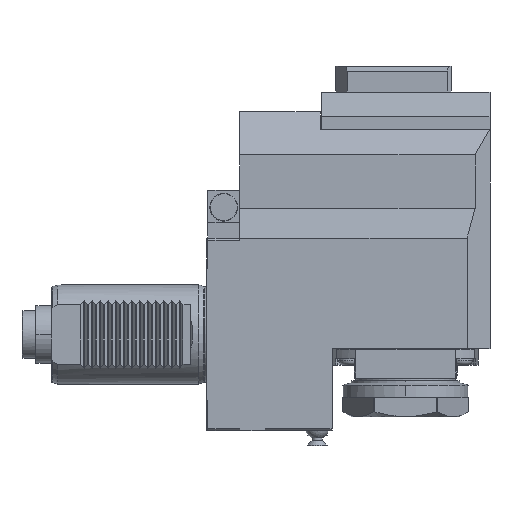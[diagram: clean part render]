
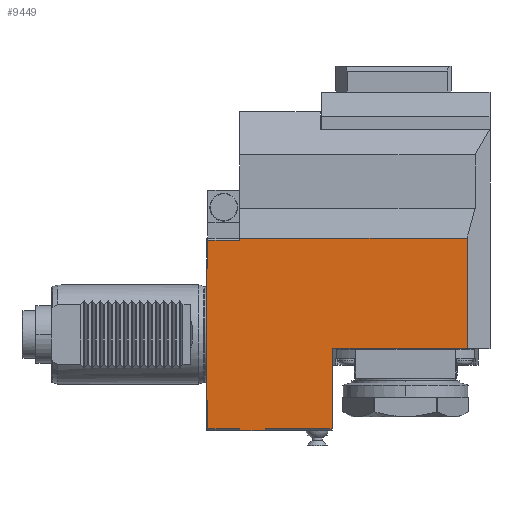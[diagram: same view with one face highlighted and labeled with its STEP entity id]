
A CAD part, front view. The second image highlights one B-rep face of the part: STEP entity #9449.
In plain terms, the highlighted planar face has unit normal (0, -1, 0).
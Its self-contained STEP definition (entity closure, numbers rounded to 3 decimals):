
#1578=DIRECTION('',(1.,0.,0.));
#1579=VECTOR('',#1578,13.);
#1580=CARTESIAN_POINT('',(16.5,-44.,-48.5));
#1581=LINE('',#1580,#1579);
#1630=DIRECTION('',(0.,0.,-1.));
#1631=VECTOR('',#1630,1.);
#1632=CARTESIAN_POINT('',(29.5,-44.,-47.5));
#1633=LINE('',#1632,#1631);
#1634=DIRECTION('',(0.,0.,-1.));
#1635=VECTOR('',#1634,55.7);
#1636=CARTESIAN_POINT('',(131.,-44.,48.5));
#1637=LINE('',#1636,#1635);
#1638=DIRECTION('',(-1.,0.,0.));
#1639=VECTOR('',#1638,68.);
#1640=CARTESIAN_POINT('',(131.,-44.,-7.2));
#1641=LINE('',#1640,#1639);
#1642=DIRECTION('',(0.,0.,1.));
#1643=VECTOR('',#1642,40.3);
#1644=CARTESIAN_POINT('',(63.,-44.,-47.5));
#1645=LINE('',#1644,#1643);
#1646=DIRECTION('',(1.,0.,0.));
#1647=VECTOR('',#1646,33.5);
#1648=CARTESIAN_POINT('',(29.5,-44.,-47.5));
#1649=LINE('',#1648,#1647);
#1650=DIRECTION('',(0.,0.,1.));
#1651=VECTOR('',#1650,14.5);
#1652=CARTESIAN_POINT('',(0.5,-44.,-47.5));
#1653=LINE('',#1652,#1651);
#1654=DIRECTION('',(1.,0.,0.));
#1655=VECTOR('',#1654,0.5);
#1656=CARTESIAN_POINT('',(0.,-44.,-33.));
#1657=LINE('',#1656,#1655);
#1658=DIRECTION('',(1.,0.,0.));
#1659=VECTOR('',#1658,0.5);
#1660=CARTESIAN_POINT('',(0.,-44.,33.));
#1661=LINE('',#1660,#1659);
#1662=DIRECTION('',(0.,0.,1.));
#1663=VECTOR('',#1662,14.5);
#1664=CARTESIAN_POINT('',(0.5,-44.,33.));
#1665=LINE('',#1664,#1663);
#1666=DIRECTION('',(1.,0.,0.));
#1667=VECTOR('',#1666,0.1);
#1668=CARTESIAN_POINT('',(16.5,-44.,48.));
#1669=LINE('',#1668,#1667);
#1670=DIRECTION('',(0.,0.,-1.));
#1671=VECTOR('',#1670,0.5);
#1672=CARTESIAN_POINT('',(16.6,-44.,48.5));
#1673=LINE('',#1672,#1671);
#1678=DIRECTION('',(-1.,0.,0.));
#1679=VECTOR('',#1678,114.4);
#1680=CARTESIAN_POINT('',(131.,-44.,48.5));
#1681=LINE('',#1680,#1679);
#1764=DIRECTION('',(1.,0.,0.));
#1765=VECTOR('',#1764,16.);
#1766=CARTESIAN_POINT('',(0.5,-44.,47.5));
#1767=LINE('',#1766,#1765);
#1784=DIRECTION('',(0.,0.,-1.));
#1785=VECTOR('',#1784,0.5);
#1786=CARTESIAN_POINT('',(16.5,-44.,48.));
#1787=LINE('',#1786,#1785);
#1866=DIRECTION('',(0.,0.,1.));
#1867=VECTOR('',#1866,66.);
#1868=CARTESIAN_POINT('',(0.,-44.,-33.));
#1869=LINE('',#1868,#1867);
#1950=DIRECTION('',(1.,0.,0.));
#1951=VECTOR('',#1950,16.);
#1952=CARTESIAN_POINT('',(0.5,-44.,-47.5));
#1953=LINE('',#1952,#1951);
#1954=DIRECTION('',(0.,0.,-1.));
#1955=VECTOR('',#1954,1.);
#1956=CARTESIAN_POINT('',(16.5,-44.,-47.5));
#1957=LINE('',#1956,#1955);
#6137=CARTESIAN_POINT('',(0.,-44.,33.));
#6139=VERTEX_POINT('',#6137);
#6145=CARTESIAN_POINT('',(0.5,-44.,-33.));
#6147=VERTEX_POINT('',#6145);
#6154=CARTESIAN_POINT('',(0.5,-44.,33.));
#6155=CARTESIAN_POINT('',(0.5,-44.,47.5));
#6156=VERTEX_POINT('',#6154);
#6157=VERTEX_POINT('',#6155);
#6162=CARTESIAN_POINT('',(0.,-44.,-33.));
#6164=VERTEX_POINT('',#6162);
#6170=CARTESIAN_POINT('',(0.5,-44.,-47.5));
#6171=VERTEX_POINT('',#6170);
#6442=CARTESIAN_POINT('',(16.5,-44.,-48.5));
#6443=CARTESIAN_POINT('',(29.5,-44.,-48.5));
#6444=VERTEX_POINT('',#6442);
#6445=VERTEX_POINT('',#6443);
#6456=CARTESIAN_POINT('',(16.6,-44.,48.5));
#6457=CARTESIAN_POINT('',(16.6,-44.,48.));
#6458=VERTEX_POINT('',#6456);
#6459=VERTEX_POINT('',#6457);
#6460=CARTESIAN_POINT('',(16.5,-44.,48.));
#6461=VERTEX_POINT('',#6460);
#6480=CARTESIAN_POINT('',(16.5,-44.,47.5));
#6481=VERTEX_POINT('',#6480);
#6483=CARTESIAN_POINT('',(16.5,-44.,-47.5));
#6485=VERTEX_POINT('',#6483);
#6495=CARTESIAN_POINT('',(63.,-44.,-7.2));
#6497=VERTEX_POINT('',#6495);
#6498=CARTESIAN_POINT('',(131.,-44.,48.5));
#6499=CARTESIAN_POINT('',(131.,-44.,-7.2));
#6500=VERTEX_POINT('',#6498);
#6501=VERTEX_POINT('',#6499);
#6534=CARTESIAN_POINT('',(63.,-44.,-47.5));
#6536=VERTEX_POINT('',#6534);
#6543=CARTESIAN_POINT('',(29.5,-44.,-47.5));
#6545=VERTEX_POINT('',#6543);
#9411=CARTESIAN_POINT('',(16.5,-44.,48.5));
#9412=DIRECTION('',(0.,-1.,0.));
#9413=DIRECTION('',(0.,0.,-1.));
#9414=AXIS2_PLACEMENT_3D('',#9411,#9412,#9413);
#9415=PLANE('',#9414);
#9417=ORIENTED_EDGE('',*,*,#9416,.F.);
#9418=ORIENTED_EDGE('',*,*,#8790,.T.);
#9419=ORIENTED_EDGE('',*,*,#8748,.T.);
#9421=ORIENTED_EDGE('',*,*,#9420,.F.);
#9422=ORIENTED_EDGE('',*,*,#9403,.F.);
#9423=ORIENTED_EDGE('',*,*,#9392,.T.);
#9424=ORIENTED_EDGE('',*,*,#9355,.F.);
#9426=ORIENTED_EDGE('',*,*,#9425,.F.);
#9428=ORIENTED_EDGE('',*,*,#9427,.F.);
#9430=ORIENTED_EDGE('',*,*,#9429,.T.);
#9432=ORIENTED_EDGE('',*,*,#9431,.F.);
#9434=ORIENTED_EDGE('',*,*,#9433,.T.);
#9436=ORIENTED_EDGE('',*,*,#9435,.T.);
#9438=ORIENTED_EDGE('',*,*,#9437,.T.);
#9440=ORIENTED_EDGE('',*,*,#9439,.T.);
#9442=ORIENTED_EDGE('',*,*,#9441,.F.);
#9444=ORIENTED_EDGE('',*,*,#9443,.T.);
#9446=ORIENTED_EDGE('',*,*,#9445,.F.);
#9447=EDGE_LOOP('',(#9417,#9418,#9419,#9421,#9422,#9423,#9424,#9426,#9428,#9430,
#9432,#9434,#9436,#9438,#9440,#9442,#9444,#9446));
#9448=FACE_OUTER_BOUND('',#9447,.F.);
#9449=ADVANCED_FACE('',(#9448),#9415,.T.);
#8748=EDGE_CURVE('',#6501,#6497,#1641,.T.);
#8790=EDGE_CURVE('',#6500,#6501,#1637,.T.);
#9355=EDGE_CURVE('',#6444,#6445,#1581,.T.);
#9392=EDGE_CURVE('',#6545,#6445,#1633,.T.);
#9403=EDGE_CURVE('',#6545,#6536,#1649,.T.);
#9416=EDGE_CURVE('',#6500,#6458,#1681,.T.);
#9420=EDGE_CURVE('',#6536,#6497,#1645,.T.);
#9425=EDGE_CURVE('',#6485,#6444,#1957,.T.);
#9427=EDGE_CURVE('',#6171,#6485,#1953,.T.);
#9429=EDGE_CURVE('',#6171,#6147,#1653,.T.);
#9431=EDGE_CURVE('',#6164,#6147,#1657,.T.);
#9433=EDGE_CURVE('',#6164,#6139,#1869,.T.);
#9435=EDGE_CURVE('',#6139,#6156,#1661,.T.);
#9437=EDGE_CURVE('',#6156,#6157,#1665,.T.);
#9439=EDGE_CURVE('',#6157,#6481,#1767,.T.);
#9441=EDGE_CURVE('',#6461,#6481,#1787,.T.);
#9443=EDGE_CURVE('',#6461,#6459,#1669,.T.);
#9445=EDGE_CURVE('',#6458,#6459,#1673,.T.);
